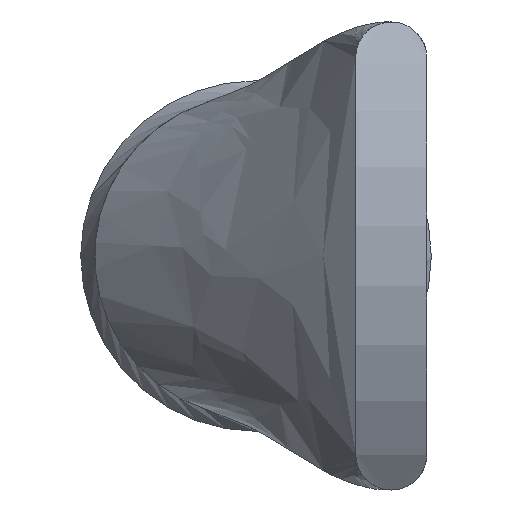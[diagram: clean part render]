
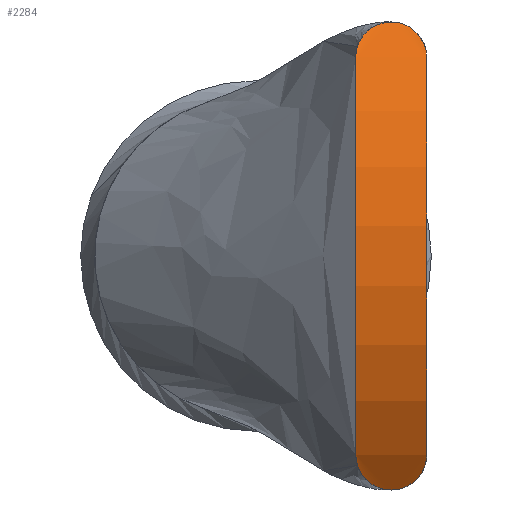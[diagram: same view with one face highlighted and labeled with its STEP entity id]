
A CAD part, left-side view. The second image highlights one B-rep face of the part: STEP entity #2284.
In plain terms, the highlighted cylindrical face has radius 13.644 mm (diameter 27.289 mm), a partial arc.
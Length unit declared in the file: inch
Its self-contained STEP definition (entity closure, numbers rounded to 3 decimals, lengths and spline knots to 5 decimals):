
#4 = CARTESIAN_POINT ( 'NONE',  ( -0.33125, -0.05, 0.28 ) ) ;
#20 = CARTESIAN_POINT ( 'NONE',  ( -0.32937, -0.05, 0.28309 ) ) ;
#59 = CARTESIAN_POINT ( 'NONE',  ( -0.297, -0.00725, -0.3296 ) ) ;
#118 = AXIS2_PLACEMENT_3D ( 'NONE', #1884, #1542, #2895 ) ;
#125 = ORIENTED_EDGE ( 'NONE', *, *, #2128, .T. ) ;
#131 = DIRECTION ( 'NONE',  ( 0., -1., 0. ) ) ;
#331 = CARTESIAN_POINT ( 'NONE',  ( -0.3023, 0.02693, 0.32268 ) ) ;
#354 = CARTESIAN_POINT ( 'NONE',  ( -0.33125, -0.05, 0.28 ) ) ;
#392 = CARTESIAN_POINT ( 'NONE',  ( -0.3236, -0.04886, -0.29225 ) ) ;
#414 = CARTESIAN_POINT ( 'NONE',  ( -0.31597, -0.04446, -0.30369 ) ) ;
#415 = VERTEX_POINT ( 'NONE', #4 ) ;
#517 = CARTESIAN_POINT ( 'NONE',  ( -0.29669, 0., -0.33 ) ) ;
#538 = CARTESIAN_POINT ( 'NONE',  ( -0.29669, 0., -0.33 ) ) ;
#634 = CARTESIAN_POINT ( 'NONE',  ( -0.30539, 0.03246, 0.31856 ) ) ;
#766 = CARTESIAN_POINT ( 'NONE',  ( -0.33125, 0.05, 0.28 ) ) ;
#844 = CARTESIAN_POINT ( 'NONE',  ( -0.30259, 0.02689, -0.32229 ) ) ;
#847 = ORIENTED_EDGE ( 'NONE', *, *, #2843, .T. ) ;
#865 = CARTESIAN_POINT ( 'NONE',  ( -0.31787, 0.04555, -0.30084 ) ) ;
#886 = CARTESIAN_POINT ( 'NONE',  ( -0.31229, 0.0409, -0.30893 ) ) ;
#894 = VERTEX_POINT ( 'NONE', #2550 ) ;
#943 = CARTESIAN_POINT ( 'NONE',  ( -0.33125, 0.05, 0.28 ) ) ;
#964 = CARTESIAN_POINT ( 'NONE',  ( -0.29668, 0.00351, 0.33001 ) ) ;
#1162 = CIRCLE ( 'NONE', #118, 0.53718 ) ;
#1191 = CARTESIAN_POINT ( 'NONE',  ( -0.29669, 0.0036, -0.33 ) ) ;
#1211 = CARTESIAN_POINT ( 'NONE',  ( -0.30131, 0.02404, -0.32398 ) ) ;
#1354 = CARTESIAN_POINT ( 'NONE',  ( -0.31599, -0.04419, 0.3036 ) ) ;
#1371 = CARTESIAN_POINT ( 'NONE',  ( -0.29669, -0.0036, -0.33 ) ) ;
#1372 = ORIENTED_EDGE ( 'NONE', *, *, #4093, .T. ) ;
#1376 = CARTESIAN_POINT ( 'NONE',  ( -0.31788, -0.04556, 0.30082 ) ) ;
#1522 = CARTESIAN_POINT ( 'NONE',  ( -0.33125, 0.05, -0.28 ) ) ;
#1542 = DIRECTION ( 'NONE',  ( 0., -1., 0. ) ) ;
#1643 = CARTESIAN_POINT ( 'NONE',  ( -0.31231, -0.04092, 0.3089 ) ) ;
#1679 = EDGE_CURVE ( 'NONE', #894, #1693, #1740, .T. ) ;
#1692 = CARTESIAN_POINT ( 'NONE',  ( -0.31058, -0.03908, 0.31135 ) ) ;
#1693 = VERTEX_POINT ( 'NONE', #517 ) ;
#1740 = B_SPLINE_CURVE_WITH_KNOTS ( 'NONE', 3,
 ( #1522, #2565, #3878, #3530, #4206, #865, #3550, #886, #2851, #2518, #3855, #844, #1211, #2195, #4228, #3899, #1191, #538 ),
 .UNSPECIFIED., .F., .F.,
 ( 4, 2, 2, 2, 2, 2, 2, 2, 4 ),
 ( 0., 0.06256, 0.12512, 0.18769, 0.25025, 0.31281, 0.37537, 0.43793, 0.50049 ),
 .UNSPECIFIED. ) ;
#1750 = CARTESIAN_POINT ( 'NONE',  ( -0.30541, -0.03249, -0.31853 ) ) ;
#1754 = EDGE_CURVE ( 'NONE', #415, #2030, #1162, .T. ) ;
#1758 = CYLINDRICAL_SURFACE ( 'NONE', #4185, 0.53718 ) ;
#1884 = CARTESIAN_POINT ( 'NONE',  ( 0.12718, -0.05, 0. ) ) ;
#1954 = B_SPLINE_CURVE_WITH_KNOTS ( 'NONE', 3,
 ( #3055, #1371, #59, #2072, #2729, #2396, #1750, #3405, #414, #392, #4083, #2418 ),
 .UNSPECIFIED., .F., .F.,
 ( 4, 2, 2, 2, 2, 4 ),
 ( 0.50049, 0.56293, 0.62537, 0.75025, 0.87512, 1. ),
 .UNSPECIFIED. ) ;
#1988 = CARTESIAN_POINT ( 'NONE',  ( -0.32745, -0.04971, 0.28617 ) ) ;
#2030 = VERTEX_POINT ( 'NONE', #3098 ) ;
#2034 = CARTESIAN_POINT ( 'NONE',  ( -0.29909, -0.01771, 0.32689 ) ) ;
#2072 = CARTESIAN_POINT ( 'NONE',  ( -0.29818, -0.01421, -0.32807 ) ) ;
#2128 = EDGE_CURVE ( 'NONE', #1693, #2030, #1954, .T. ) ;
#2163 = CARTESIAN_POINT ( 'NONE',  ( 0.12718, 0.05, 0. ) ) ;
#2195 = CARTESIAN_POINT ( 'NONE',  ( -0.29908, 0.01765, -0.32691 ) ) ;
#2283 = ORIENTED_EDGE ( 'NONE', *, *, #1754, .F. ) ;
#2284 = ADVANCED_FACE ( 'NONE', ( #2468 ), #1758, .T. ) ;
#2298 = AXIS2_PLACEMENT_3D ( 'NONE', #3239, #3528, #2562 ) ;
#2311 = CARTESIAN_POINT ( 'NONE',  ( -0.29817, 0.01414, 0.32809 ) ) ;
#2333 = CARTESIAN_POINT ( 'NONE',  ( -0.31595, 0.04444, 0.30371 ) ) ;
#2396 = CARTESIAN_POINT ( 'NONE',  ( -0.30232, -0.02697, -0.32265 ) ) ;
#2418 = CARTESIAN_POINT ( 'NONE',  ( -0.33125, -0.05, -0.28 ) ) ;
#2468 = FACE_OUTER_BOUND ( 'NONE', #2990, .T. ) ;
#2518 = CARTESIAN_POINT ( 'NONE',  ( -0.30712, 0.03469, -0.31616 ) ) ;
#2550 = CARTESIAN_POINT ( 'NONE',  ( -0.33125, 0.05, -0.28 ) ) ;
#2562 = DIRECTION ( 'NONE',  ( 0., 0., -1. ) ) ;
#2565 = CARTESIAN_POINT ( 'NONE',  ( -0.32937, 0.05, -0.28309 ) ) ;
#2642 = CARTESIAN_POINT ( 'NONE',  ( -0.30555, -0.03233, 0.31829 ) ) ;
#2669 = CARTESIAN_POINT ( 'NONE',  ( -0.32173, -0.04778, 0.29505 ) ) ;
#2711 = CARTESIAN_POINT ( 'NONE',  ( -0.30261, -0.02693, 0.32226 ) ) ;
#2729 = CARTESIAN_POINT ( 'NONE',  ( -0.29908, -0.01764, -0.32691 ) ) ;
#2734 = CARTESIAN_POINT ( 'NONE',  ( -0.30714, -0.03472, 0.31613 ) ) ;
#2821 = B_SPLINE_CURVE_WITH_KNOTS ( 'NONE', 3,
 ( #354, #20, #1988, #4330, #2669, #1376, #1354, #1643, #1692, #2734, #2642, #2711, #2970, #2034, #3365, #4306, #3976, #964, #4003, #2311, #3641, #331, #634, #3321, #2333, #3665, #3103, #766 ),
 .UNSPECIFIED., .F., .F.,
 ( 4, 2, 2, 2, 2, 2, 2, 2, 2, 2, 2, 2, 2, 4 ),
 ( 0., 0.0625, 0.125, 0.1875, 0.25, 0.3125, 0.375, 0.4375, 0.5, 0.5625, 0.625, 0.75, 0.875, 1. ),
 .UNSPECIFIED. ) ;
#2843 = EDGE_CURVE ( 'NONE', #3533, #894, #3697, .T. ) ;
#2851 = CARTESIAN_POINT ( 'NONE',  ( -0.31056, 0.03906, -0.31138 ) ) ;
#2895 = DIRECTION ( 'NONE',  ( 0., 0., -1. ) ) ;
#2970 = CARTESIAN_POINT ( 'NONE',  ( -0.30133, -0.02409, 0.32395 ) ) ;
#2990 = EDGE_LOOP ( 'NONE', ( #847, #3731, #125, #2283, #1372 ) ) ;
#3055 = CARTESIAN_POINT ( 'NONE',  ( -0.29669, 0., -0.33 ) ) ;
#3098 = CARTESIAN_POINT ( 'NONE',  ( -0.33125, -0.05, -0.28 ) ) ;
#3103 = CARTESIAN_POINT ( 'NONE',  ( -0.32747, 0.05, 0.28619 ) ) ;
#3239 = CARTESIAN_POINT ( 'NONE',  ( 0.12718, 0.05, 0. ) ) ;
#3321 = CARTESIAN_POINT ( 'NONE',  ( -0.31215, 0.04111, 0.30917 ) ) ;
#3365 = CARTESIAN_POINT ( 'NONE',  ( -0.29823, -0.01444, 0.32801 ) ) ;
#3405 = CARTESIAN_POINT ( 'NONE',  ( -0.31217, -0.04112, -0.30915 ) ) ;
#3499 = DIRECTION ( 'NONE',  ( 0., 0., -1. ) ) ;
#3528 = DIRECTION ( 'NONE',  ( 0., -1., 0. ) ) ;
#3530 = CARTESIAN_POINT ( 'NONE',  ( -0.32362, 0.0486, -0.29215 ) ) ;
#3533 = VERTEX_POINT ( 'NONE', #943 ) ;
#3550 = CARTESIAN_POINT ( 'NONE',  ( -0.31598, 0.04418, -0.30362 ) ) ;
#3641 = CARTESIAN_POINT ( 'NONE',  ( -0.29906, 0.01758, 0.32693 ) ) ;
#3665 = CARTESIAN_POINT ( 'NONE',  ( -0.32359, 0.04886, 0.29226 ) ) ;
#3697 = CIRCLE ( 'NONE', #2298, 0.53718 ) ;
#3731 = ORIENTED_EDGE ( 'NONE', *, *, #1679, .T. ) ;
#3855 = CARTESIAN_POINT ( 'NONE',  ( -0.30553, 0.03229, -0.31832 ) ) ;
#3878 = CARTESIAN_POINT ( 'NONE',  ( -0.32744, 0.04971, -0.28617 ) ) ;
#3899 = CARTESIAN_POINT ( 'NONE',  ( -0.297, 0.00729, -0.3296 ) ) ;
#3976 = CARTESIAN_POINT ( 'NONE',  ( -0.29669, -0.00368, 0.32999 ) ) ;
#4003 = CARTESIAN_POINT ( 'NONE',  ( -0.29699, 0.00717, 0.32961 ) ) ;
#4083 = CARTESIAN_POINT ( 'NONE',  ( -0.32748, -0.05, -0.28618 ) ) ;
#4093 = EDGE_CURVE ( 'NONE', #415, #3533, #2821, .T. ) ;
#4185 = AXIS2_PLACEMENT_3D ( 'NONE', #2163, #131, #3499 ) ;
#4206 = CARTESIAN_POINT ( 'NONE',  ( -0.32172, 0.04778, -0.29506 ) ) ;
#4228 = CARTESIAN_POINT ( 'NONE',  ( -0.29822, 0.01437, -0.32803 ) ) ;
#4306 = CARTESIAN_POINT ( 'NONE',  ( -0.29701, -0.00737, 0.32959 ) ) ;
#4330 = CARTESIAN_POINT ( 'NONE',  ( -0.32363, -0.0486, 0.29214 ) ) ;
